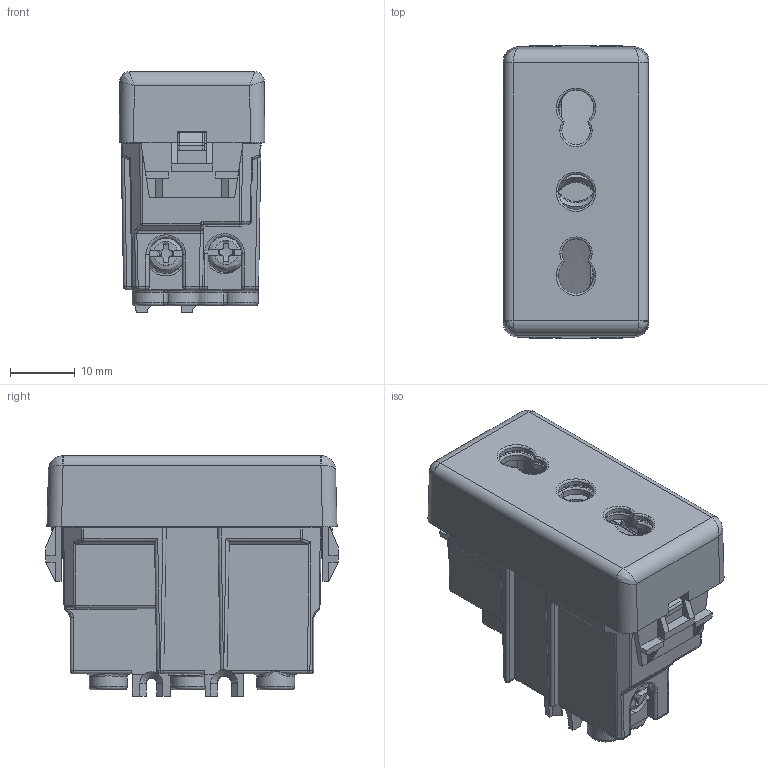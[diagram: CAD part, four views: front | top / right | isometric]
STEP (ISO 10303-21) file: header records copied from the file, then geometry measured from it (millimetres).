
FILE_DESCRIPTION (( 'STEP AP214' ), '1' );
FILE_NAME ('4BOX-P11-17-SYSTEM-20231013.STEP', '2023-10-13T07:21:44', ( '' ), ( '' ), 'SwSTEP 2.0', 'SolidWorks 2016', '' );
FILE_SCHEMA (( 'AUTOMOTIVE_DESIGN' ));
Length unit declared in the file: millimetre
Products named in the file (11): SPRING_21_2; 16A-SHUTTER_BASE-TUTTO_2; SHUTTER-16A_ASM_2_ASM_2; 16A-SHUTTER_1_2; UNIKA_XL_203-PHASECONTACT_2; 4BOX-Socket Bass-MATIX; 4BOX-P11-17-SYSTEM-20231013; 等弇脣釱儂郋-MATIX-20170613; 16A-UP_1_2; 4BOX-等弇脣釱奻裔-SYSTEM-20231013; EARTH_2
Assembly tree (12 placements, depth 4):
  4BOX-P11-17-SYSTEM-20231013
    等弇脣釱儂郋-MATIX-20170613
      4BOX-Socket Bass-MATIX
      UNIKA_XL_203-PHASECONTACT_2  x2
      EARTH_2
      SHUTTER-16A_ASM_2_ASM_2
        16A-UP_1_2
        16A-SHUTTER_1_2
        SPRING_21_2  x2
        16A-SHUTTER_BASE-TUTTO_2
    4BOX-等弇脣釱奻裔-SYSTEM-20231013
Bounding box: 22.58 x 45.4 x 37.3 mm (x, y, z)
Volume: 12319.5 mm3; surface area: 24771.5 mm2
Topology: 8 solids, 10 shells, 2353 faces, 6311 edges, 3945 vertices
Faces by surface type: plane 1150, cylinder 636, bspline 447, torus 45, sphere 44, cone 31
Entity records: 89472 total; most frequent: CARTESIAN_POINT 42064, ORIENTED_EDGE 10666, DIRECTION 8454, EDGE_CURVE 5333, VERTEX_POINT 3369, LINE 3284, VECTOR 3284, AXIS2_PLACEMENT_3D 2585
